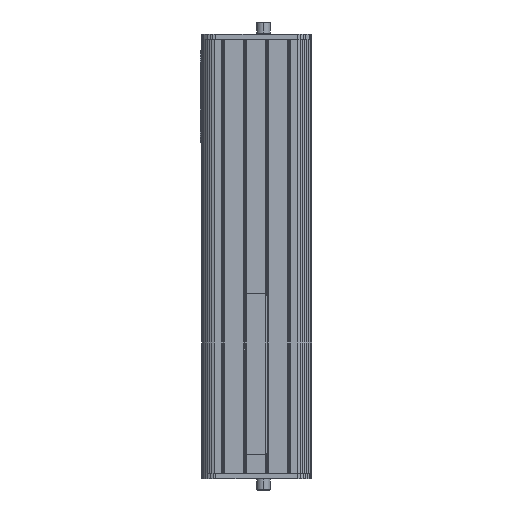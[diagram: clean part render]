
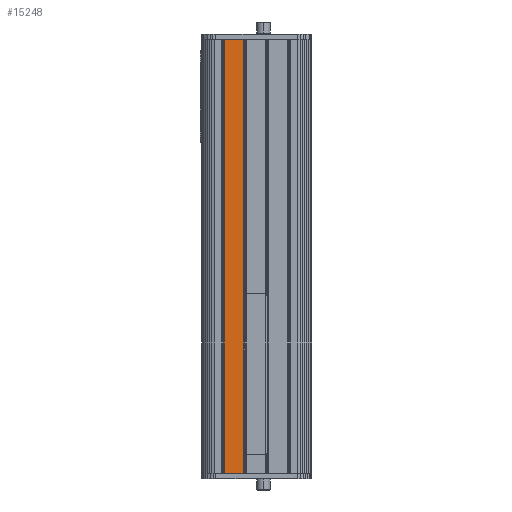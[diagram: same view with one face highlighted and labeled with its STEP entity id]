
A CAD part, left-side view. The second image highlights one B-rep face of the part: STEP entity #15248.
In plain terms, the highlighted planar face has unit normal (-1, 0, 0).
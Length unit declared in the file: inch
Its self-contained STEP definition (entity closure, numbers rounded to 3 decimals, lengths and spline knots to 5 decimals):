
#6421 = DIRECTION ( 'NONE',  ( 0., 0., 1. ) ) ;
#6814 = DIRECTION ( 'NONE',  ( 0., -1., 0. ) ) ;
#6896 = CARTESIAN_POINT ( 'NONE',  ( 4.91559, 4.73976, 0. ) ) ;
#7192 = VERTEX_POINT ( 'NONE', #35881 ) ;
#7621 = DIRECTION ( 'NONE',  ( 0., 0., 1. ) ) ;
#8019 = FACE_OUTER_BOUND ( 'NONE', #17557, .T. ) ;
#10550 = EDGE_CURVE ( 'NONE', #34520, #38320, #22617, .T. ) ;
#12113 = DIRECTION ( 'NONE',  ( 0., -1., 0. ) ) ;
#13185 = AXIS2_PLACEMENT_3D ( 'NONE', #13199, #34309, #16226 ) ;
#13199 = CARTESIAN_POINT ( 'NONE',  ( 4.91559, 5.06029, -4.724 ) ) ;
#15122 = CARTESIAN_POINT ( 'NONE',  ( 4.91559, 5.06029, -4.724 ) ) ;
#15248 = ADVANCED_FACE ( 'NONE', ( #8019 ), #19162, .T. ) ;
#16226 = DIRECTION ( 'NONE',  ( 0., 0., 1. ) ) ;
#17557 = EDGE_LOOP ( 'NONE', ( #28733, #25927, #23753, #24771 ) ) ;
#18588 = LINE ( 'NONE', #30566, #19538 ) ;
#18763 = VERTEX_POINT ( 'NONE', #38595 ) ;
#18949 = VECTOR ( 'NONE', #12113, 39.37008 ) ;
#19162 = PLANE ( 'NONE',  #13185 ) ;
#19538 = VECTOR ( 'NONE', #6421, 39.37008 ) ;
#19640 = CARTESIAN_POINT ( 'NONE',  ( 4.91559, 4.95206, 0. ) ) ;
#22299 = EDGE_CURVE ( 'NONE', #7192, #34520, #18588, .T. ) ;
#22478 = VECTOR ( 'NONE', #7621, 39.37008 ) ;
#22617 = LINE ( 'NONE', #24861, #30638 ) ;
#23753 = ORIENTED_EDGE ( 'NONE', *, *, #26479, .T. ) ;
#24345 = EDGE_CURVE ( 'NONE', #7192, #18763, #34982, .T. ) ;
#24771 = ORIENTED_EDGE ( 'NONE', *, *, #10550, .F. ) ;
#24861 = CARTESIAN_POINT ( 'NONE',  ( 4.91559, 5.06029, 0. ) ) ;
#25927 = ORIENTED_EDGE ( 'NONE', *, *, #24345, .T. ) ;
#26479 = EDGE_CURVE ( 'NONE', #18763, #38320, #30508, .T. ) ;
#28733 = ORIENTED_EDGE ( 'NONE', *, *, #22299, .F. ) ;
#30508 = LINE ( 'NONE', #37665, #22478 ) ;
#30566 = CARTESIAN_POINT ( 'NONE',  ( 4.91559, 4.95206, -4.72404 ) ) ;
#30638 = VECTOR ( 'NONE', #6814, 39.37008 ) ;
#34309 = DIRECTION ( 'NONE',  ( -1., 0., 0. ) ) ;
#34520 = VERTEX_POINT ( 'NONE', #19640 ) ;
#34982 = LINE ( 'NONE', #15122, #18949 ) ;
#35881 = CARTESIAN_POINT ( 'NONE',  ( 4.91559, 4.95206, -4.724 ) ) ;
#37665 = CARTESIAN_POINT ( 'NONE',  ( 4.91559, 4.73976, -4.72404 ) ) ;
#38320 = VERTEX_POINT ( 'NONE', #6896 ) ;
#38595 = CARTESIAN_POINT ( 'NONE',  ( 4.91559, 4.73976, -4.724 ) ) ;
